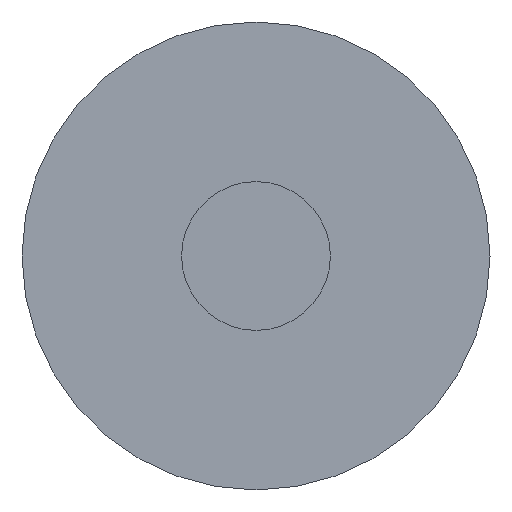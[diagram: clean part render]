
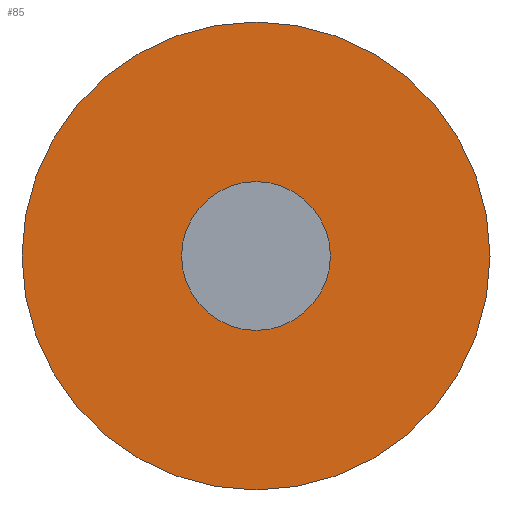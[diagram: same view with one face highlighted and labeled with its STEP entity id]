
A CAD part, left-side view. The second image highlights one B-rep face of the part: STEP entity #85.
In plain terms, the highlighted planar face has unit normal (-1, 0, 0).
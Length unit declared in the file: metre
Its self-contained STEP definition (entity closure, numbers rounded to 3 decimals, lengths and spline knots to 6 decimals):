
#22=PLANE('',#109);
#31=ORIENTED_EDGE('',*,*,#40,.T.);
#32=ORIENTED_EDGE('',*,*,#36,.F.);
#36=EDGE_CURVE('',#42,#42,#48,.T.);
#40=EDGE_CURVE('',#46,#46,#52,.T.);
#42=VERTEX_POINT('',#145);
#46=VERTEX_POINT('',#157);
#48=CIRCLE('',#102,0.00635);
#52=CIRCLE('',#110,0.002019);
#61=EDGE_LOOP('',(#31));
#62=EDGE_LOOP('',(#32));
#73=FACE_BOUND('',#61,.T.);
#74=FACE_BOUND('',#62,.T.);
#85=ADVANCED_FACE('',(#73,#74),#22,.F.);
#102=AXIS2_PLACEMENT_3D('',#144,#118,#119);
#109=AXIS2_PLACEMENT_3D('',#155,#132,#133);
#110=AXIS2_PLACEMENT_3D('',#156,#134,#135);
#118=DIRECTION('',(1.,0.,0.));
#119=DIRECTION('',(0.,0.,-1.));
#132=DIRECTION('',(1.,0.,0.));
#133=DIRECTION('',(0.,-1.,0.));
#134=DIRECTION('',(1.,0.,0.));
#135=DIRECTION('',(0.,0.,-1.));
#144=CARTESIAN_POINT('',(-0.01703,-1.002565,-0.093353));
#145=CARTESIAN_POINT('',(-0.01703,-1.002565,-0.099703));
#155=CARTESIAN_POINT('',(-0.01703,-0.869491,-0.063456));
#156=CARTESIAN_POINT('',(-0.01703,-1.002565,-0.093353));
#157=CARTESIAN_POINT('',(-0.01703,-1.002565,-0.095373));
